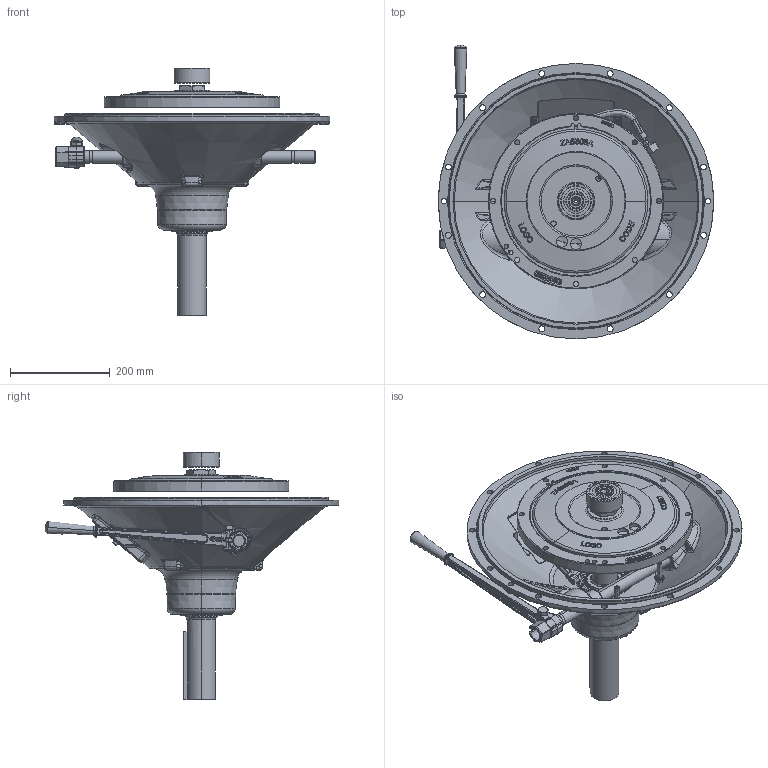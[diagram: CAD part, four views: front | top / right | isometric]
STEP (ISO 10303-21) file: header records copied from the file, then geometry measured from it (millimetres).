
FILE_DESCRIPTION (( 'STEP AP214' ), '1' );
FILE_NAME ('SP111P101.STEP', '2013-11-20T15:03:56', ( 'Windows User' ), ( '' ), 'SwSTEP 2.0', 'SolidWorks 2010', '' );
FILE_SCHEMA (( 'AUTOMOTIVE_DESIGN' ));
Length unit declared in the file: inch
Products named in the file (1): SP111P101
Bounding box: 553.03 x 590.02 x 497.59 mm (x, y, z)
Surface area: 1095131.7 mm2 (no closed solid volume)
Topology: 0 solids, 151 shells, 1904 faces, 6974 edges, 4970 vertices
Faces by surface type: bspline 610, plane 453, cylinder 414, torus 203, cone 155, sphere 69
Entity records: 136343 total; most frequent: CARTESIAN_POINT 60194, ORIENTED_EDGE 10330, DIRECTION 9235, EDGE_CURVE 6912, VERTEX_POINT 4962, AXIS2_PLACEMENT_3D 3598, B_SPLINE_CURVE_WITH_KNOTS 2320, CIRCLE 2303
